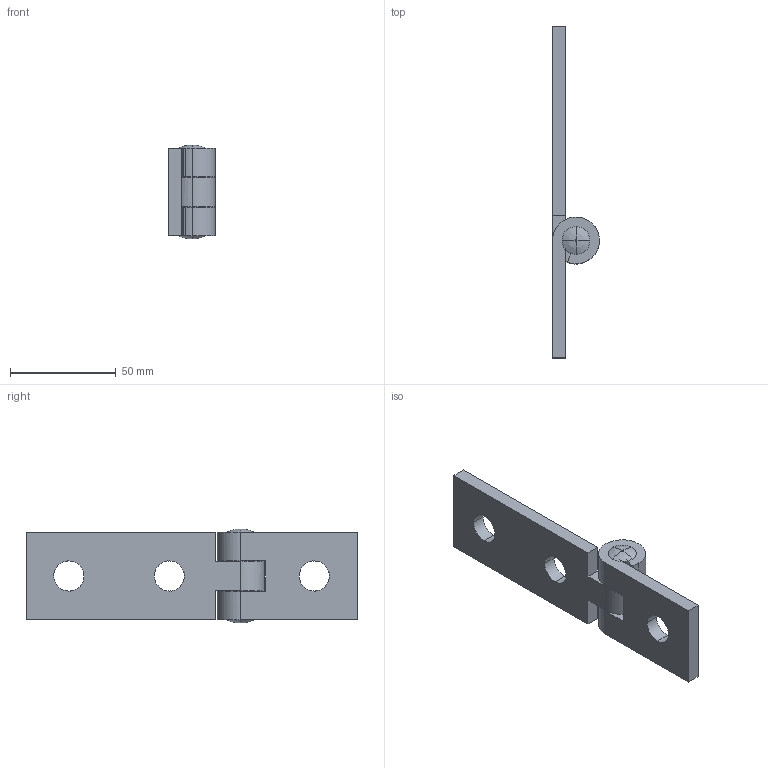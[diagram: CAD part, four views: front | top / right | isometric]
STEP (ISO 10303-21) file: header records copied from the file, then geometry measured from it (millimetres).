
FILE_DESCRIPTION(('TurboCAD Mac Pro'),'Build 980');
FILE_NAME('P1354A.stp',' ',(''),(''),'ACIS Interop','IMSI','TurboCAD Mac Pro BY IMSI, INCORPORATED');
FILE_SCHEMA(('automotive_design'));
Length unit declared in the file: inch
Products named in the file (4): 1; 2; 3; 4
Bounding box: 22.23 x 157.13 x 44.45 mm (x, y, z)
Volume: 48584.6 mm3; surface area: 21554.7 mm2
Topology: 3 solids, 3 shells, 78 faces, 210 edges, 140 vertices
Faces by surface type: bspline 54, plane 24
Entity records: 5850 total; most frequent: CARTESIAN_POINT 2266, ORIENTED_EDGE 420, STYLED_ITEM 305, PRESENTATION_STYLE_ASSIGNMENT 305, COLOUR_RGB 305, CURVE_STYLE 224, DRAUGHTING_PRE_DEFINED_CURVE_FONT 224, DIRECTION 218
